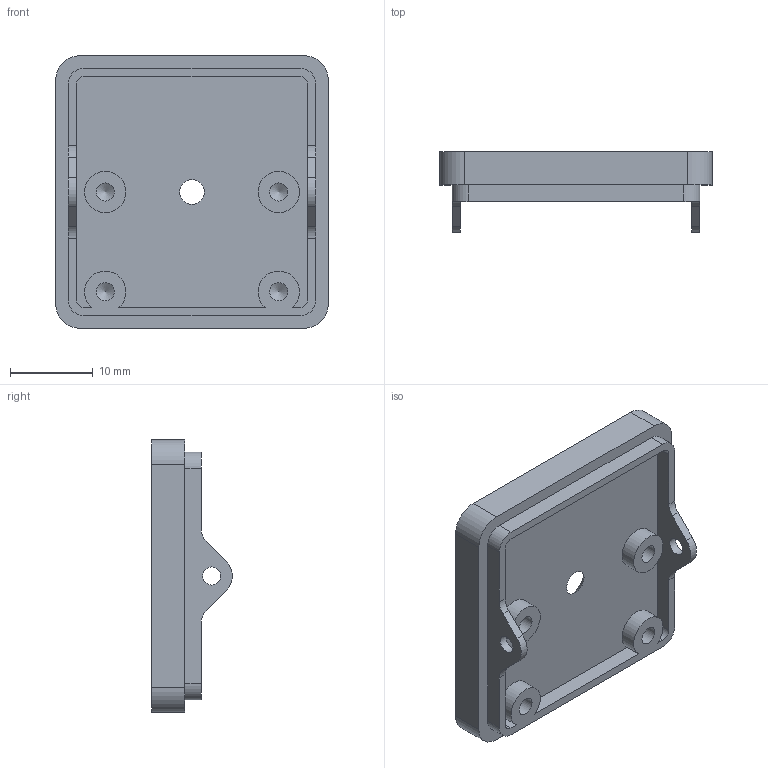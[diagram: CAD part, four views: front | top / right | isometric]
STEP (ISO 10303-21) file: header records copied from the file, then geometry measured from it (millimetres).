
FILE_DESCRIPTION(/* description */ (''),/* implementation_level */ '2;1');
FILE_NAME(/* name */ 'lens cap.stp',/* time_stamp */ '2024-07-14T01:04:49-07:00',/* author */ ('devan'),/* organization */ (''),/* preprocessor_version */ 'ST-DEVELOPER v20',/* originating_system */ 'Autodesk Inventor 2024',/* authorisation */ '');
FILE_SCHEMA (('AUTOMOTIVE_DESIGN { 1 0 10303 214 3 1 1 }'));
Length unit declared in the file: millimetre
Products named in the file (1): camera cap
Bounding box: 33 x 9.74 x 33 mm (x, y, z)
Volume: 1820.5 mm3; surface area: 3724.2 mm2
Topology: 1 solids, 1 shells, 67 faces, 179 edges, 118 vertices
Faces by surface type: cylinder 32, plane 30, cone 5
Full cylindrical faces by diameter (mm): 2.2 x6, 5 x2
Entity records: 2142 total; most frequent: DIRECTION 377, CARTESIAN_POINT 361, ORIENTED_EDGE 350, EDGE_CURVE 175, AXIS2_PLACEMENT_3D 134, VERTEX_POINT 118, LINE 109, VECTOR 109
